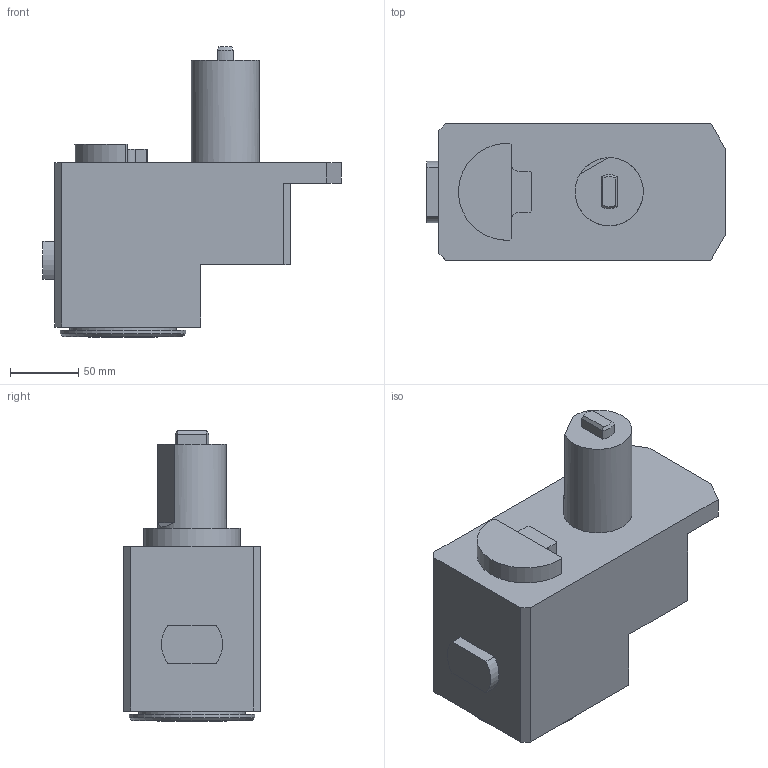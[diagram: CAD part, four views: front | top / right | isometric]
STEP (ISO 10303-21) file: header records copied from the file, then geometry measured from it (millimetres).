
FILE_DESCRIPTION(/* description */ (''),/* implementation_level */ '2;1');
FILE_NAME(/* name */ '1533823352013.stp',/* time_stamp */ '2018-08-09T16:02:37+02:00',/* author */ (''),/* organization */ ('SMS'),/* preprocessor_version */ 'ST-DEVELOPER v15',/* originating_system */ 'SIEMENS PLM Software NX 8.5',/* authorisation */ '');
FILE_SCHEMA (('AUTOMOTIVE_DESIGN { 1 0 10303 214 3 1 1 1 }'));
Length unit declared in the file: millimetre
Products named in the file (1): 201816868mod000_00
Bounding box: 218.7 x 100 x 213 mm (x, y, z)
Volume: 2038341.7 mm3; surface area: 126013.9 mm2
Topology: 1 solids, 1 shells, 65 faces, 158 edges, 105 vertices
Faces by surface type: plane 43, cylinder 13, cone 9
Full cylindrical faces by diameter (mm): 3 x1, 39.2 x1, 50 x2, 78 x1, 92 x1
Entity records: 1936 total; most frequent: CARTESIAN_POINT 384, DIRECTION 320, ORIENTED_EDGE 292, EDGE_CURVE 146, AXIS2_PLACEMENT_3D 110, VERTEX_POINT 100, LINE 100, VECTOR 100
